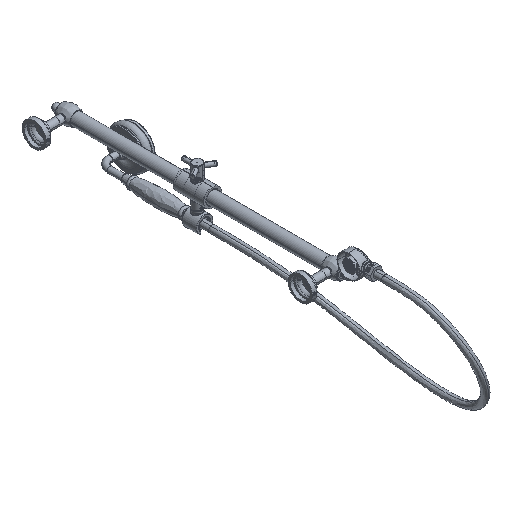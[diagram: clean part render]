
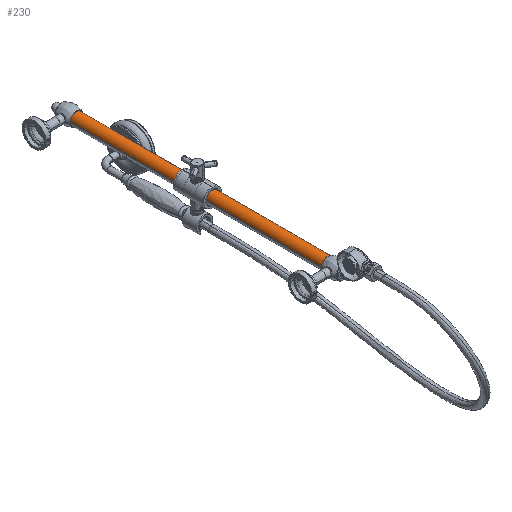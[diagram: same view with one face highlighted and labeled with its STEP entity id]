
A CAD part, isometric view. The second image highlights one B-rep face of the part: STEP entity #230.
In plain terms, the highlighted cylindrical face has radius 12.5 mm (diameter 25 mm), a partial arc.
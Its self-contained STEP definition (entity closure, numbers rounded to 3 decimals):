
#31=CARTESIAN_POINT('',(0.,559.5,0.));
#32=DIRECTION('',(0.,-1.,0.));
#33=DIRECTION('',(1.,0.,0.));
#34=AXIS2_PLACEMENT_3D('',#31,#32,#33);
#36=CARTESIAN_POINT('',(0.,559.5,0.));
#37=DIRECTION('',(0.,-1.,0.));
#38=DIRECTION('',(0.,0.,1.));
#39=AXIS2_PLACEMENT_3D('',#36,#37,#38);
#45=DIRECTION('',(0.,1.,0.));
#46=VECTOR('',#45,559.2);
#47=CARTESIAN_POINT('',(-12.5,0.3,0.));
#48=LINE('',#47,#46);
#49=DIRECTION('',(0.,1.,0.));
#50=VECTOR('',#49,559.2);
#51=CARTESIAN_POINT('',(12.5,0.3,0.));
#52=LINE('',#51,#50);
#111=CARTESIAN_POINT('',(0.,0.3,0.));
#112=DIRECTION('',(0.,1.,0.));
#113=DIRECTION('',(-1.,0.,0.));
#114=AXIS2_PLACEMENT_3D('',#111,#112,#113);
#116=CARTESIAN_POINT('',(0.,0.3,0.));
#117=DIRECTION('',(0.,1.,0.));
#118=DIRECTION('',(0.,0.,1.));
#119=AXIS2_PLACEMENT_3D('',#116,#117,#118);
#157=CARTESIAN_POINT('',(-12.5,0.3,0.));
#158=VERTEX_POINT('',#157);
#159=CARTESIAN_POINT('',(0.,0.3,12.5));
#160=CARTESIAN_POINT('',(12.5,0.3,0.));
#161=VERTEX_POINT('',#159);
#162=VERTEX_POINT('',#160);
#165=CARTESIAN_POINT('',(-12.5,559.5,0.));
#167=VERTEX_POINT('',#165);
#169=CARTESIAN_POINT('',(12.5,559.5,0.));
#170=VERTEX_POINT('',#169);
#171=CARTESIAN_POINT('',(0.,559.5,12.5));
#172=VERTEX_POINT('',#171);
#213=CARTESIAN_POINT('',(0.,588.,0.));
#214=DIRECTION('',(0.,-1.,0.));
#215=DIRECTION('',(-1.,0.,0.));
#216=AXIS2_PLACEMENT_3D('',#213,#214,#215);
#217=CYLINDRICAL_SURFACE('',#216,12.5);
#218=ORIENTED_EDGE('',*,*,#202,.F.);
#219=ORIENTED_EDGE('',*,*,#200,.F.);
#221=ORIENTED_EDGE('',*,*,#220,.F.);
#223=ORIENTED_EDGE('',*,*,#222,.F.);
#225=ORIENTED_EDGE('',*,*,#224,.F.);
#227=ORIENTED_EDGE('',*,*,#226,.T.);
#228=EDGE_LOOP('',(#218,#219,#221,#223,#225,#227));
#229=FACE_OUTER_BOUND('',#228,.F.);
#35=CIRCLE('',#34,12.5);
#40=CIRCLE('',#39,12.5);
#115=CIRCLE('',#114,12.5);
#120=CIRCLE('',#119,12.5);
#200=EDGE_CURVE('',#170,#172,#35,.T.);
#202=EDGE_CURVE('',#172,#167,#40,.T.);
#220=EDGE_CURVE('',#162,#170,#52,.T.);
#222=EDGE_CURVE('',#161,#162,#120,.T.);
#224=EDGE_CURVE('',#158,#161,#115,.T.);
#226=EDGE_CURVE('',#158,#167,#48,.T.);
#230=ADVANCED_FACE('',(#229),#217,.T.);
